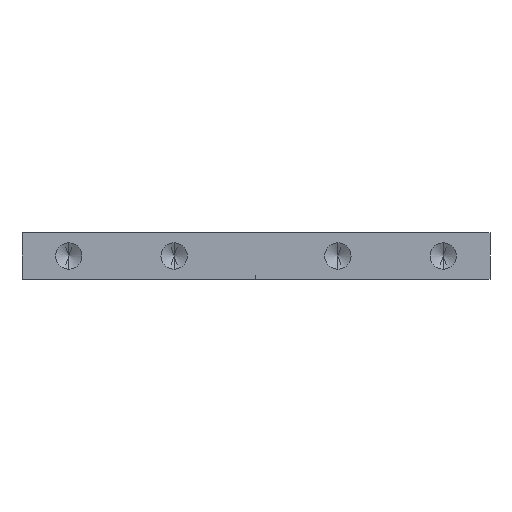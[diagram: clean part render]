
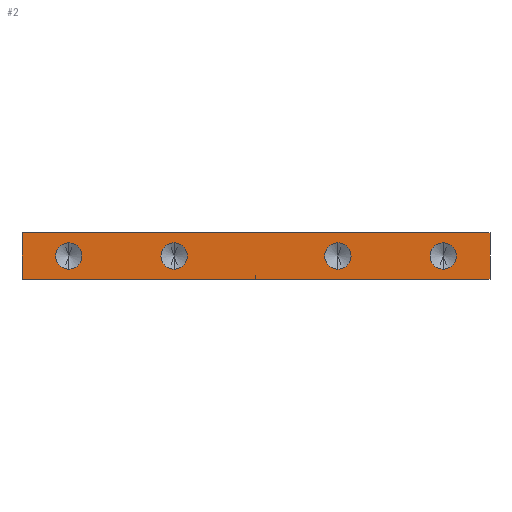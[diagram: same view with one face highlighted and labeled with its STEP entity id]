
A CAD part, left-side view. The second image highlights one B-rep face of the part: STEP entity #2.
In plain terms, the highlighted planar face has unit normal (-1, 0, 0).
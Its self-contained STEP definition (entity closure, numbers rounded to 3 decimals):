
#2 = ADVANCED_FACE ( 'NONE', ( #1570, #239, #1434, #259, #107 ), #1706, .F. ) ;
#5 = CIRCLE ( 'NONE', #1129, 2.25 ) ;
#20 = DIRECTION ( 'NONE',  ( 0., 0., 1. ) ) ;
#21 = CARTESIAN_POINT ( 'NONE',  ( -225., -32., 4. ) ) ;
#32 = CIRCLE ( 'NONE', #1221, 2.25 ) ;
#59 = VERTEX_POINT ( 'NONE', #980 ) ;
#63 = EDGE_CURVE ( 'NONE', #1782, #1508, #1729, .T. ) ;
#96 = DIRECTION ( 'NONE',  ( 0., -1., 0. ) ) ;
#106 = AXIS2_PLACEMENT_3D ( 'NONE', #1503, #1362, #20 ) ;
#107 = FACE_OUTER_BOUND ( 'NONE', #1497, .T. ) ;
#128 = CARTESIAN_POINT ( 'NONE',  ( -225., -14., 6.25 ) ) ;
#163 = EDGE_CURVE ( 'NONE', #244, #1090, #949, .T. ) ;
#170 = VECTOR ( 'NONE', #1561, 1000. ) ;
#175 = EDGE_LOOP ( 'NONE', ( #798, #209 ) ) ;
#209 = ORIENTED_EDGE ( 'NONE', *, *, #1387, .F. ) ;
#212 = EDGE_CURVE ( 'NONE', #1090, #244, #5, .T. ) ;
#224 = DIRECTION ( 'NONE',  ( -1., 0., 0. ) ) ;
#232 = ORIENTED_EDGE ( 'NONE', *, *, #866, .F. ) ;
#239 = FACE_BOUND ( 'NONE', #1061, .T. ) ;
#244 = VERTEX_POINT ( 'NONE', #1783 ) ;
#248 = ORIENTED_EDGE ( 'NONE', *, *, #667, .F. ) ;
#259 = FACE_BOUND ( 'NONE', #310, .T. ) ;
#260 = CIRCLE ( 'NONE', #1620, 2.25 ) ;
#310 = EDGE_LOOP ( 'NONE', ( #248, #521 ) ) ;
#317 = ORIENTED_EDGE ( 'NONE', *, *, #212, .F. ) ;
#346 = VERTEX_POINT ( 'NONE', #1651 ) ;
#378 = CARTESIAN_POINT ( 'NONE',  ( -225., 40., 8. ) ) ;
#380 = LINE ( 'NONE', #972, #170 ) ;
#446 = EDGE_LOOP ( 'NONE', ( #232, #1529 ) ) ;
#504 = DIRECTION ( 'NONE',  ( -1., 0., 0. ) ) ;
#505 = EDGE_CURVE ( 'NONE', #1481, #1736, #32, .T. ) ;
#518 = CARTESIAN_POINT ( 'NONE',  ( -225., -40., 8. ) ) ;
#521 = ORIENTED_EDGE ( 'NONE', *, *, #505, .F. ) ;
#551 = VERTEX_POINT ( 'NONE', #1855 ) ;
#555 = DIRECTION ( 'NONE',  ( 0., 0., -1. ) ) ;
#627 = DIRECTION ( 'NONE',  ( 0., 0., 1. ) ) ;
#663 = EDGE_CURVE ( 'NONE', #1508, #551, #1414, .T. ) ;
#667 = EDGE_CURVE ( 'NONE', #1736, #1481, #790, .T. ) ;
#670 = AXIS2_PLACEMENT_3D ( 'NONE', #21, #1049, #627 ) ;
#699 = DIRECTION ( 'NONE',  ( 1., 0., 0. ) ) ;
#743 = EDGE_CURVE ( 'NONE', #1016, #346, #1787, .T. ) ;
#749 = ORIENTED_EDGE ( 'NONE', *, *, #163, .F. ) ;
#750 = CARTESIAN_POINT ( 'NONE',  ( -225., -14., 4. ) ) ;
#780 = CARTESIAN_POINT ( 'NONE',  ( -225., -32., 1.75 ) ) ;
#790 = CIRCLE ( 'NONE', #1055, 2.25 ) ;
#798 = ORIENTED_EDGE ( 'NONE', *, *, #1243, .F. ) ;
#812 = CARTESIAN_POINT ( 'NONE',  ( -225., 32., 4. ) ) ;
#866 = EDGE_CURVE ( 'NONE', #346, #1016, #1174, .T. ) ;
#877 = DIRECTION ( 'NONE',  ( 0., 0., 1. ) ) ;
#893 = ORIENTED_EDGE ( 'NONE', *, *, #663, .F. ) ;
#915 = DIRECTION ( 'NONE',  ( -1., 0., 0. ) ) ;
#949 = CIRCLE ( 'NONE', #106, 2.25 ) ;
#972 = CARTESIAN_POINT ( 'NONE',  ( -225., 40., 0. ) ) ;
#980 = CARTESIAN_POINT ( 'NONE',  ( -225., -32., 6.25 ) ) ;
#1016 = VERTEX_POINT ( 'NONE', #1920 ) ;
#1043 = DIRECTION ( 'NONE',  ( -1., 0., 0. ) ) ;
#1049 = DIRECTION ( 'NONE',  ( -1., 0., 0. ) ) ;
#1055 = AXIS2_PLACEMENT_3D ( 'NONE', #1153, #1748, #1306 ) ;
#1061 = EDGE_LOOP ( 'NONE', ( #317, #749 ) ) ;
#1090 = VERTEX_POINT ( 'NONE', #128 ) ;
#1120 = DIRECTION ( 'NONE',  ( 0., 0., -1. ) ) ;
#1129 = AXIS2_PLACEMENT_3D ( 'NONE', #750, #1043, #1631 ) ;
#1153 = CARTESIAN_POINT ( 'NONE',  ( -225., 14., 4. ) ) ;
#1156 = DIRECTION ( 'NONE',  ( -1., 0., 0. ) ) ;
#1174 = CIRCLE ( 'NONE', #1822, 2.25 ) ;
#1221 = AXIS2_PLACEMENT_3D ( 'NONE', #1863, #224, #1723 ) ;
#1225 = DIRECTION ( 'NONE',  ( 0., 0., -1. ) ) ;
#1234 = DIRECTION ( 'NONE',  ( 0., 0., 1. ) ) ;
#1243 = EDGE_CURVE ( 'NONE', #59, #1721, #260, .T. ) ;
#1261 = CARTESIAN_POINT ( 'NONE',  ( -225., 14., 6.25 ) ) ;
#1303 = DIRECTION ( 'NONE',  ( 0., 0., 1. ) ) ;
#1306 = DIRECTION ( 'NONE',  ( 0., 0., 1. ) ) ;
#1328 = EDGE_CURVE ( 'NONE', #1782, #1694, #1819, .T. ) ;
#1362 = DIRECTION ( 'NONE',  ( -1., 0., 0. ) ) ;
#1387 = EDGE_CURVE ( 'NONE', #1721, #59, #1491, .T. ) ;
#1407 = CARTESIAN_POINT ( 'NONE',  ( -225., 40., 0. ) ) ;
#1409 = VECTOR ( 'NONE', #1225, 1000. ) ;
#1414 = LINE ( 'NONE', #1893, #1623 ) ;
#1434 = FACE_BOUND ( 'NONE', #175, .T. ) ;
#1451 = CARTESIAN_POINT ( 'NONE',  ( -225., -32., 4. ) ) ;
#1481 = VERTEX_POINT ( 'NONE', #1686 ) ;
#1491 = CIRCLE ( 'NONE', #670, 2.25 ) ;
#1497 = EDGE_LOOP ( 'NONE', ( #1709, #893, #1603, #1921 ) ) ;
#1503 = CARTESIAN_POINT ( 'NONE',  ( -225., -14., 4. ) ) ;
#1508 = VERTEX_POINT ( 'NONE', #518 ) ;
#1522 = VECTOR ( 'NONE', #96, 1000. ) ;
#1529 = ORIENTED_EDGE ( 'NONE', *, *, #743, .F. ) ;
#1561 = DIRECTION ( 'NONE',  ( 0., -1., 0. ) ) ;
#1570 = FACE_BOUND ( 'NONE', #446, .T. ) ;
#1581 = CARTESIAN_POINT ( 'NONE',  ( -225., 40., 8. ) ) ;
#1603 = ORIENTED_EDGE ( 'NONE', *, *, #63, .F. ) ;
#1620 = AXIS2_PLACEMENT_3D ( 'NONE', #1451, #1156, #1303 ) ;
#1623 = VECTOR ( 'NONE', #555, 1000. ) ;
#1631 = DIRECTION ( 'NONE',  ( 0., 0., 1. ) ) ;
#1636 = AXIS2_PLACEMENT_3D ( 'NONE', #1776, #915, #877 ) ;
#1650 = EDGE_CURVE ( 'NONE', #1694, #551, #380, .T. ) ;
#1651 = CARTESIAN_POINT ( 'NONE',  ( -225., 32., 6.25 ) ) ;
#1655 = CARTESIAN_POINT ( 'NONE',  ( -225., 40., 8. ) ) ;
#1667 = CARTESIAN_POINT ( 'NONE',  ( -225., 40., 8. ) ) ;
#1686 = CARTESIAN_POINT ( 'NONE',  ( -225., 14., 1.75 ) ) ;
#1694 = VERTEX_POINT ( 'NONE', #1407 ) ;
#1706 = PLANE ( 'NONE',  #1931 ) ;
#1709 = ORIENTED_EDGE ( 'NONE', *, *, #1650, .T. ) ;
#1721 = VERTEX_POINT ( 'NONE', #780 ) ;
#1723 = DIRECTION ( 'NONE',  ( 0., 0., 1. ) ) ;
#1729 = LINE ( 'NONE', #1581, #1522 ) ;
#1736 = VERTEX_POINT ( 'NONE', #1261 ) ;
#1748 = DIRECTION ( 'NONE',  ( -1., 0., 0. ) ) ;
#1776 = CARTESIAN_POINT ( 'NONE',  ( -225., 32., 4. ) ) ;
#1782 = VERTEX_POINT ( 'NONE', #1667 ) ;
#1783 = CARTESIAN_POINT ( 'NONE',  ( -225., -14., 1.75 ) ) ;
#1787 = CIRCLE ( 'NONE', #1636, 2.25 ) ;
#1819 = LINE ( 'NONE', #1655, #1409 ) ;
#1822 = AXIS2_PLACEMENT_3D ( 'NONE', #812, #504, #1234 ) ;
#1855 = CARTESIAN_POINT ( 'NONE',  ( -225., -40., 0. ) ) ;
#1863 = CARTESIAN_POINT ( 'NONE',  ( -225., 14., 4. ) ) ;
#1893 = CARTESIAN_POINT ( 'NONE',  ( -225., -40., 8. ) ) ;
#1920 = CARTESIAN_POINT ( 'NONE',  ( -225., 32., 1.75 ) ) ;
#1921 = ORIENTED_EDGE ( 'NONE', *, *, #1328, .T. ) ;
#1931 = AXIS2_PLACEMENT_3D ( 'NONE', #378, #699, #1120 ) ;
